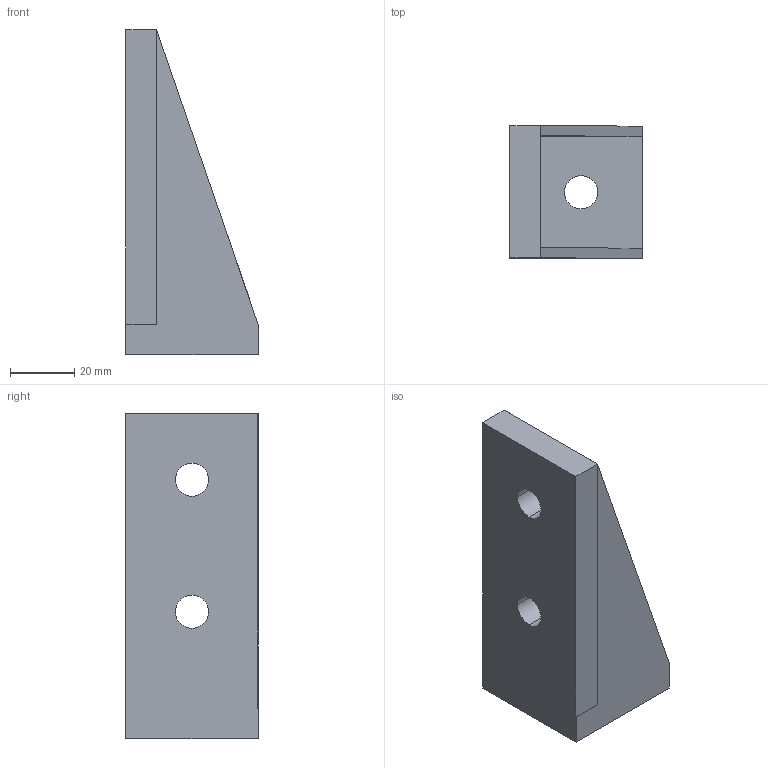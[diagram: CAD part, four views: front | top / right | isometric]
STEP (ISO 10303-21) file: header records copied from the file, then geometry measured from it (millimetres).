
FILE_DESCRIPTION(('TurboCAD Mac Pro'),'Build 980');
FILE_NAME('F50PU-2636.stp',' ',(''),(''),'ACIS Interop','IMSI','TurboCAD Mac Pro BY IMSI, INCORPORATED');
FILE_SCHEMA(('automotive_design'));
Length unit declared in the file: inch
Products named in the file (1): 1
Bounding box: 41.3 x 41.3 x 101.62 mm (x, y, z)
Volume: 59310.6 mm3; surface area: 20651.6 mm2
Topology: 1 solids, 1 shells, 32 faces, 85 edges, 55 vertices
Faces by surface type: plane 20, bspline 12
Entity records: 1335 total; most frequent: CARTESIAN_POINT 329, ORIENTED_EDGE 172, DIRECTION 103, EDGE_CURVE 85, LINE 61, VECTOR 61, VERTEX_POINT 55, EDGE_LOOP 38
